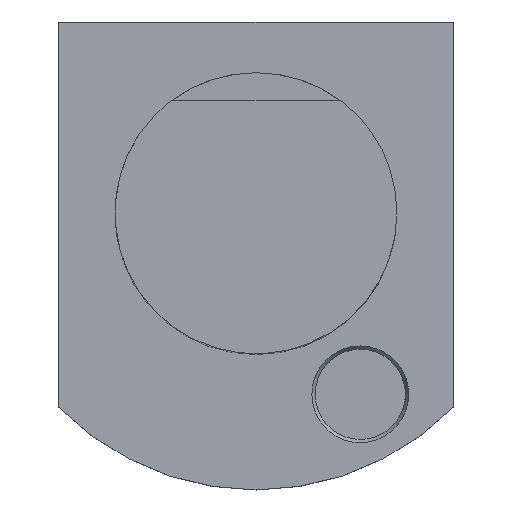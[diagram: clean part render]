
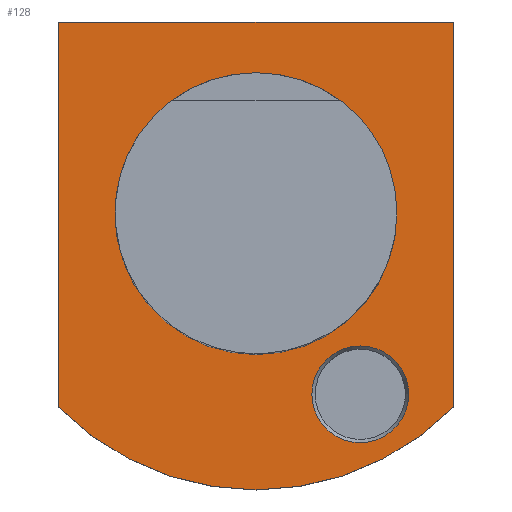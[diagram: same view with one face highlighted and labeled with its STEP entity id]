
A CAD part, top view. The second image highlights one B-rep face of the part: STEP entity #128.
In plain terms, the highlighted planar face has unit normal (0, 0, 1).
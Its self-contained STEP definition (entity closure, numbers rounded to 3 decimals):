
#62=PLANE('',#919);
#128=ADVANCED_FACE('',(#305,#306,#307),#62,.T.);
#200=LINE('',#1290,#253);
#201=LINE('',#1293,#254);
#202=LINE('',#1295,#255);
#253=VECTOR('',#1033,1.);
#254=VECTOR('',#1034,1.);
#255=VECTOR('',#1035,1.);
#305=FACE_BOUND('',#335,.T.);
#306=FACE_BOUND('',#336,.T.);
#307=FACE_BOUND('',#337,.T.);
#335=EDGE_LOOP('',(#407,#408,#409,#410));
#336=EDGE_LOOP('',(#411));
#337=EDGE_LOOP('',(#412));
#407=ORIENTED_EDGE('',*,*,#730,.F.);
#408=ORIENTED_EDGE('',*,*,#731,.T.);
#409=ORIENTED_EDGE('',*,*,#732,.F.);
#410=ORIENTED_EDGE('',*,*,#733,.F.);
#411=ORIENTED_EDGE('',*,*,#734,.F.);
#412=ORIENTED_EDGE('',*,*,#724,.T.);
#640=VERTEX_POINT('',#1278);
#645=VERTEX_POINT('',#1291);
#646=VERTEX_POINT('',#1292);
#647=VERTEX_POINT('',#1294);
#648=VERTEX_POINT('',#1296);
#649=VERTEX_POINT('',#1299);
#724=EDGE_CURVE('',#640,#640,#844,.T.);
#730=EDGE_CURVE('',#645,#646,#200,.T.);
#731=EDGE_CURVE('',#645,#647,#201,.T.);
#732=EDGE_CURVE('',#648,#647,#202,.T.);
#733=EDGE_CURVE('',#646,#648,#847,.T.);
#734=EDGE_CURVE('',#649,#649,#848,.T.);
#844=CIRCLE('',#912,24.996);
#847=CIRCLE('',#917,49.);
#848=CIRCLE('',#918,8.584);
#912=AXIS2_PLACEMENT_3D('',#1277,#1020,#1021);
#917=AXIS2_PLACEMENT_3D('',#1297,#1036,#1037);
#918=AXIS2_PLACEMENT_3D('',#1298,#1038,#1039);
#919=AXIS2_PLACEMENT_3D('',#1300,#1040,#1041);
#1020=DIRECTION('',(0.,0.,-1.));
#1021=DIRECTION('',(1.,0.,0.));
#1033=DIRECTION('',(0.,-1.,0.));
#1034=DIRECTION('',(-1.,0.,0.));
#1035=DIRECTION('',(0.,1.,0.));
#1036=DIRECTION('',(0.,0.,-1.));
#1037=DIRECTION('',(-1.,0.,0.));
#1038=DIRECTION('',(0.,0.,1.));
#1039=DIRECTION('',(1.,0.,0.));
#1040=DIRECTION('',(0.,0.,1.));
#1041=DIRECTION('',(-1.,0.,0.));
#1277=CARTESIAN_POINT('',(0.,0.,0.));
#1278=CARTESIAN_POINT('',(24.996,0.,0.));
#1290=CARTESIAN_POINT('',(35.,0.,0.));
#1291=CARTESIAN_POINT('',(35.,34.,0.));
#1292=CARTESIAN_POINT('',(35.,-34.293,0.));
#1293=CARTESIAN_POINT('',(-49.,34.,0.));
#1294=CARTESIAN_POINT('',(-35.,34.,0.));
#1295=CARTESIAN_POINT('',(-35.,0.,0.));
#1296=CARTESIAN_POINT('',(-35.,-34.293,0.));
#1297=CARTESIAN_POINT('',(0.,0.,0.));
#1298=CARTESIAN_POINT('',(18.5,-32.043,0.));
#1299=CARTESIAN_POINT('',(27.084,-32.043,0.));
#1300=CARTESIAN_POINT('',(-49.,0.,0.));
